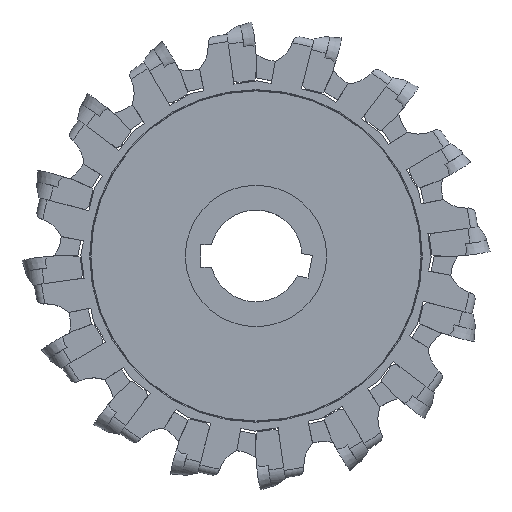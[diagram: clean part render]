
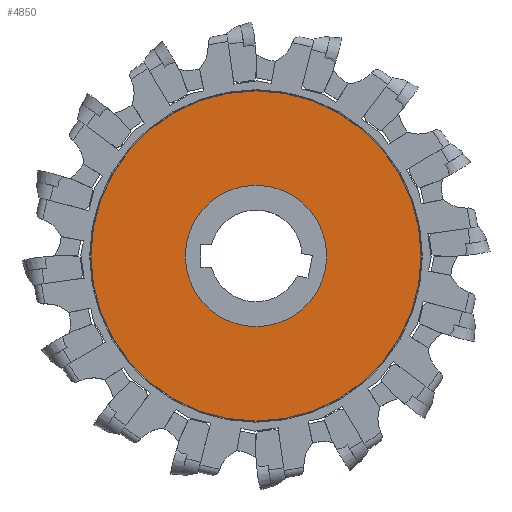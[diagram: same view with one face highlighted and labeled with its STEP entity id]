
A CAD part, top view. The second image highlights one B-rep face of the part: STEP entity #4850.
In plain terms, the highlighted planar face has unit normal (0, 0, 1).
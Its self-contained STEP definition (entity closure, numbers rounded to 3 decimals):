
#594=PLANE('',#16142);
#4850=ADVANCED_FACE('',(#5986,#5987),#594,.T.);
#5986=FACE_BOUND('',#6515,.T.);
#5987=FACE_BOUND('',#6516,.T.);
#6515=EDGE_LOOP('',(#8700));
#6516=EDGE_LOOP('',(#8701));
#8700=ORIENTED_EDGE('',*,*,#13970,.T.);
#8701=ORIENTED_EDGE('',*,*,#13968,.T.);
#12212=VERTEX_POINT('',#24087);
#12214=VERTEX_POINT('',#24092);
#13968=EDGE_CURVE('',#12212,#12212,#15281,.T.);
#13970=EDGE_CURVE('',#12214,#12214,#15283,.T.);
#15281=CIRCLE('',#16136,39.1);
#15283=CIRCLE('',#16139,91.335);
#16136=AXIS2_PLACEMENT_3D('',#24086,#18505,#18506);
#16139=AXIS2_PLACEMENT_3D('',#24091,#18511,#18512);
#16142=AXIS2_PLACEMENT_3D('',#24096,#18517,#18518);
#18505=DIRECTION('',(0.,0.,-1.));
#18506=DIRECTION('',(-1.,0.,0.));
#18511=DIRECTION('',(0.,0.,1.));
#18512=DIRECTION('',(-1.,0.,0.));
#18517=DIRECTION('',(0.,0.,1.));
#18518=DIRECTION('',(-1.,0.,0.));
#24086=CARTESIAN_POINT('',(0.,0.,-4.85));
#24087=CARTESIAN_POINT('',(-39.1,0.,-4.85));
#24091=CARTESIAN_POINT('',(0.,0.,-4.85));
#24092=CARTESIAN_POINT('',(-91.335,0.,-4.85));
#24096=CARTESIAN_POINT('',(-91.44,0.,-4.85));
